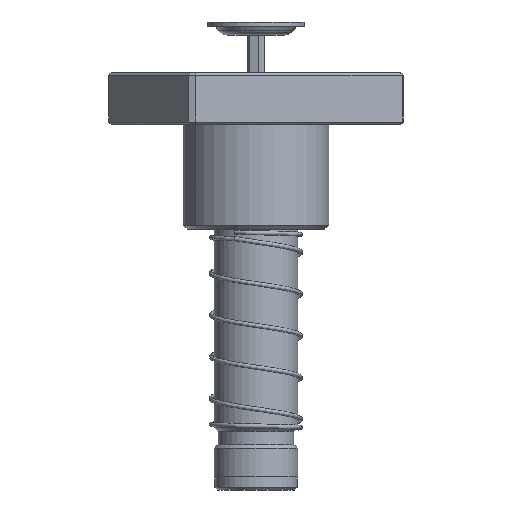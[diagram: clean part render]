
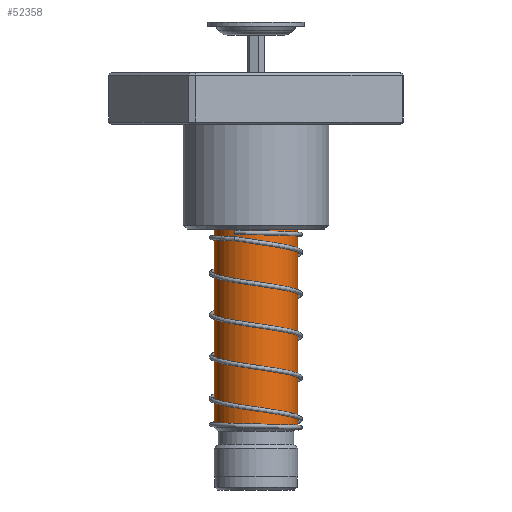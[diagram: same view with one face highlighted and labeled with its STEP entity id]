
A CAD part, front view. The second image highlights one B-rep face of the part: STEP entity #52358.
In plain terms, the highlighted cylindrical face has radius 16 mm (diameter 32 mm), a partial arc.
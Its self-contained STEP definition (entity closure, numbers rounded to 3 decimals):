
#398 = AXIS2_PLACEMENT_3D ( 'NONE', #13070, #29456, #39040 ) ;
#434 = ORIENTED_EDGE ( 'NONE', *, *, #50052, .F. ) ;
#1143 = AXIS2_PLACEMENT_3D ( 'NONE', #16095, #48889, #53472 ) ;
#1310 = VERTEX_POINT ( 'NONE', #15896 ) ;
#6580 = DIRECTION ( 'NONE',  ( -1., 0., 0. ) ) ;
#8156 = CARTESIAN_POINT ( 'NONE',  ( 16., 0., 160. ) ) ;
#8405 = CIRCLE ( 'NONE', #1143, 16. ) ;
#13070 = CARTESIAN_POINT ( 'NONE',  ( 0., 0., 160. ) ) ;
#14894 = CARTESIAN_POINT ( 'NONE',  ( 16., 0., 24. ) ) ;
#15824 = VERTEX_POINT ( 'NONE', #14894 ) ;
#15896 = CARTESIAN_POINT ( 'NONE',  ( -16., 0., 24. ) ) ;
#16095 = CARTESIAN_POINT ( 'NONE',  ( 0., 0., 157.5 ) ) ;
#16791 = LINE ( 'NONE', #29060, #20080 ) ;
#20080 = VECTOR ( 'NONE', #25749, 1000. ) ;
#20405 = CYLINDRICAL_SURFACE ( 'NONE', #398, 16. ) ;
#24749 = VERTEX_POINT ( 'NONE', #31953 ) ;
#25749 = DIRECTION ( 'NONE',  ( 0., 0., -1. ) ) ;
#29060 = CARTESIAN_POINT ( 'NONE',  ( -16., 0., 160. ) ) ;
#29456 = DIRECTION ( 'NONE',  ( 0., 0., -1. ) ) ;
#30288 = EDGE_CURVE ( 'NONE', #33585, #1310, #16791, .T. ) ;
#31953 = CARTESIAN_POINT ( 'NONE',  ( 16., 0., 157.5 ) ) ;
#33585 = VERTEX_POINT ( 'NONE', #37945 ) ;
#33952 = ORIENTED_EDGE ( 'NONE', *, *, #30288, .T. ) ;
#35551 = FACE_OUTER_BOUND ( 'NONE', #49561, .T. ) ;
#36377 = CARTESIAN_POINT ( 'NONE',  ( 0., 0., 24. ) ) ;
#37945 = CARTESIAN_POINT ( 'NONE',  ( -16., 0., 157.5 ) ) ;
#38794 = VECTOR ( 'NONE', #42015, 1000. ) ;
#39040 = DIRECTION ( 'NONE',  ( -1., 0., 0. ) ) ;
#40632 = DIRECTION ( 'NONE',  ( 0., 0., -1. ) ) ;
#41405 = ORIENTED_EDGE ( 'NONE', *, *, #52664, .F. ) ;
#42015 = DIRECTION ( 'NONE',  ( 0., 0., -1. ) ) ;
#44826 = AXIS2_PLACEMENT_3D ( 'NONE', #36377, #40632, #6580 ) ;
#47871 = ORIENTED_EDGE ( 'NONE', *, *, #54244, .T. ) ;
#48889 = DIRECTION ( 'NONE',  ( 0., 0., -1. ) ) ;
#49561 = EDGE_LOOP ( 'NONE', ( #41405, #47871, #33952, #434 ) ) ;
#49991 = LINE ( 'NONE', #8156, #38794 ) ;
#50052 = EDGE_CURVE ( 'NONE', #15824, #1310, #52313, .T. ) ;
#52313 = CIRCLE ( 'NONE', #44826, 16. ) ;
#52358 = ADVANCED_FACE ( 'NONE', ( #35551 ), #20405, .T. ) ;
#52664 = EDGE_CURVE ( 'NONE', #24749, #15824, #49991, .T. ) ;
#53472 = DIRECTION ( 'NONE',  ( 1., 0., 0. ) ) ;
#54244 = EDGE_CURVE ( 'NONE', #24749, #33585, #8405, .T. ) ;
